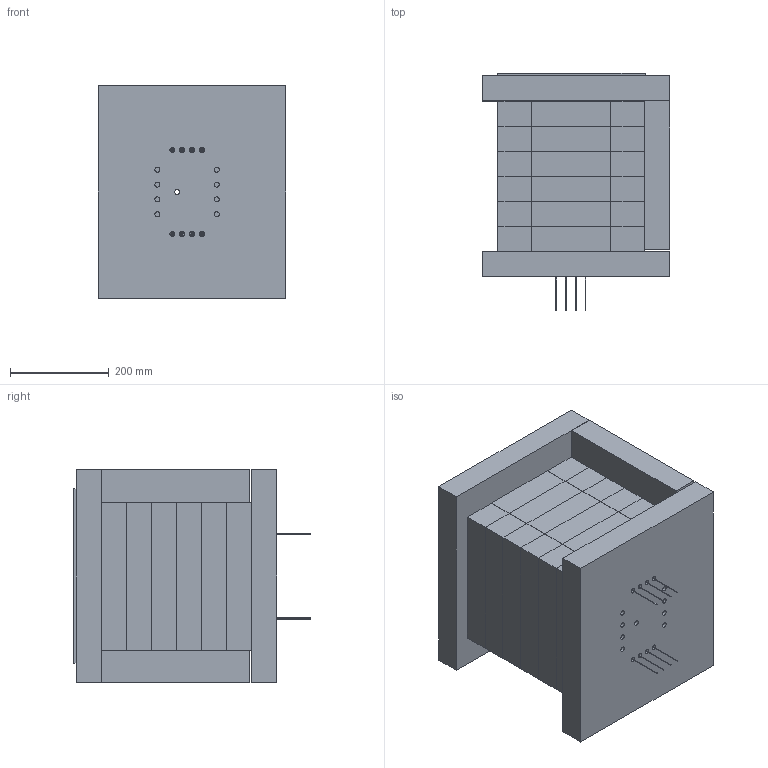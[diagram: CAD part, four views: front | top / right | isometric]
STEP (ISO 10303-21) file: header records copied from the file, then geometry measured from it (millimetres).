
FILE_DESCRIPTION(/* description */ (''),/* implementation_level */ '2;1');
FILE_NAME(/* name */ 'EnsambleAislante.stp',/* time_stamp */ '2021-06-28T11:39:45-05:00',/* author */ ('USUARIO'),/* organization */ (''),/* preprocessor_version */ 'ST-DEVELOPER v16.5',/* originating_system */ 'Autodesk Inventor 2017',/* authorisation */ '');
FILE_SCHEMA (('AUTOMOTIVE_DESIGN { 1 0 10303 214 3 1 1 }'));
Length unit declared in the file: millimetre
Products named in the file (7): EnsambleAislante; TapaFrontal; Piso; Trasera; PiezaInferior; Lateral; Resistencia3
Assembly tree (31 placements, depth 2):
  EnsambleAislante
    TapaFrontal
    PiezaInferior  x12
    Piso
    Lateral  x12
    Trasera
    Resistencia3  x4
Bounding box: 380 x 479.6 x 430 mm (x, y, z)
Volume: 44649056 mm3; surface area: 3055878.8 mm2
Topology: 31 solids, 31 shells, 712 faces, 1939 edges, 1274 vertices
Faces by surface type: plane 515, cylinder 157, torus 24, bspline 16
Full cylindrical faces by diameter (mm): 1.5 x44, 10 x17
Entity records: 14748 total; most frequent: CARTESIAN_POINT 11597, DIRECTION 638, ORIENTED_EDGE 520, EDGE_CURVE 260, AXIS2_PLACEMENT_3D 231, VERTEX_POINT 192, EDGE_LOOP 186, LINE 176
